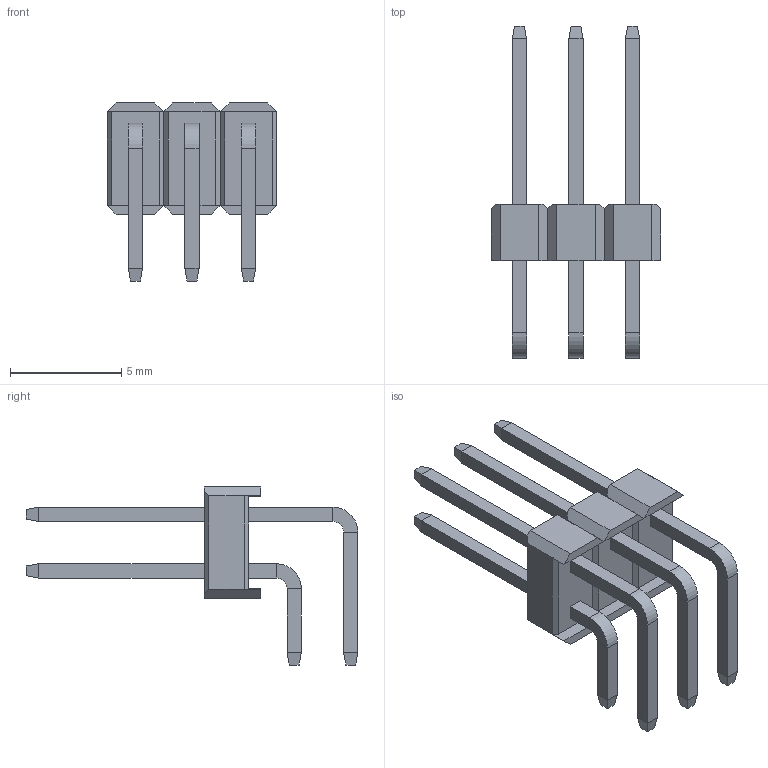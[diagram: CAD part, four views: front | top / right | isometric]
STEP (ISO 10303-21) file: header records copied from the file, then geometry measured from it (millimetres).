
FILE_DESCRIPTION (( 'STEP AP214' ), '1' );
FILE_NAME ('2x3 Male Pin Header Angle.STEP', '2018-11-16T18:24:25', ( 'M.B.I.' ), ( '' ), 'SwSTEP 2.0', '', '' );
FILE_SCHEMA (( 'AUTOMOTIVE_DESIGN' ));
Length unit declared in the file: millimetre
Products named in the file (1): 2x3 Male Pin Header Angle
Bounding box: 7.62 x 14.9 x 8 mm (x, y, z)
Volume: 115.7 mm3; surface area: 453.4 mm2
Topology: 7 solids, 7 shells, 224 faces, 524 edges, 314 vertices
Faces by surface type: plane 212, cylinder 12
Entity records: 6256 total; most frequent: CARTESIAN_POINT 1063, ORIENTED_EDGE 1048, DIRECTION 998, EDGE_CURVE 524, VECTOR 500, LINE 500, VERTEX_POINT 314, AXIS2_PLACEMENT_3D 249
